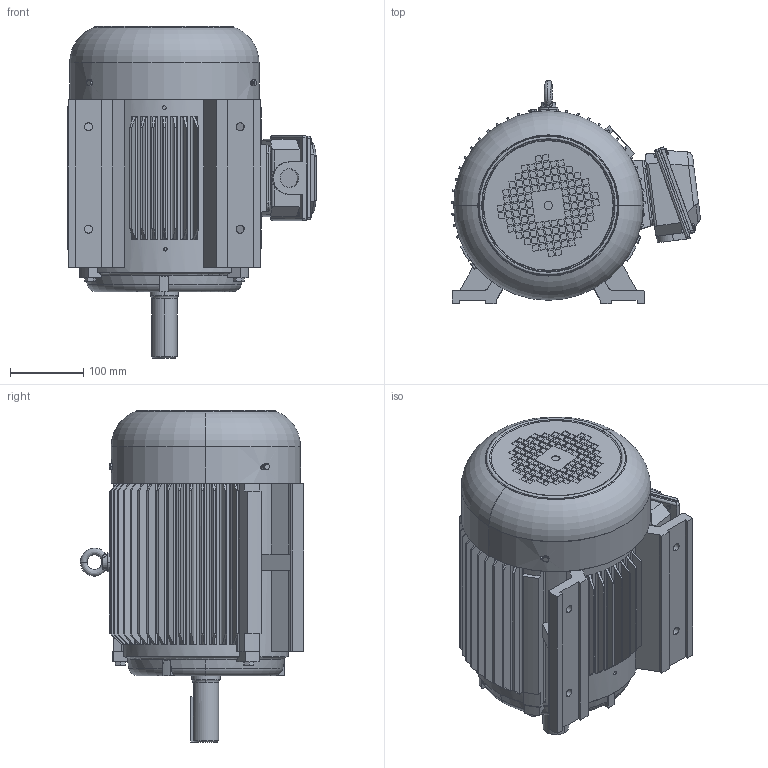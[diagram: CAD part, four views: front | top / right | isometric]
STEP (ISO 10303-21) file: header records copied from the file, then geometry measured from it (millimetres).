
FILE_DESCRIPTION (( 'STEP AP214' ), '1' );
FILE_NAME ('PEWWE-213T.STEP', '2018-07-16T23:32:03', ( '' ), ( '' ), 'SwSTEP 2.0', 'SolidWorks 2017', '' );
FILE_SCHEMA (( 'AUTOMOTIVE_DESIGN' ));
Length unit declared in the file: inch
Products named in the file (1): PEWWE-213T
Bounding box: 339.41 x 304.45 x 452.99 mm (x, y, z)
Volume: 3900362.6 mm3; surface area: 1222212.4 mm2
Topology: 18 solids, 18 shells, 1759 faces, 4545 edges, 2992 vertices
Faces by surface type: plane 1036, cylinder 462, cone 178, torus 56, bspline 21, sphere 6
Entity records: 64918 total; most frequent: CARTESIAN_POINT 22200, ORIENTED_EDGE 9070, DIRECTION 8253, EDGE_CURVE 4535, VERTEX_POINT 2992, VECTOR 2787, LINE 2787, AXIS2_PLACEMENT_3D 2733
